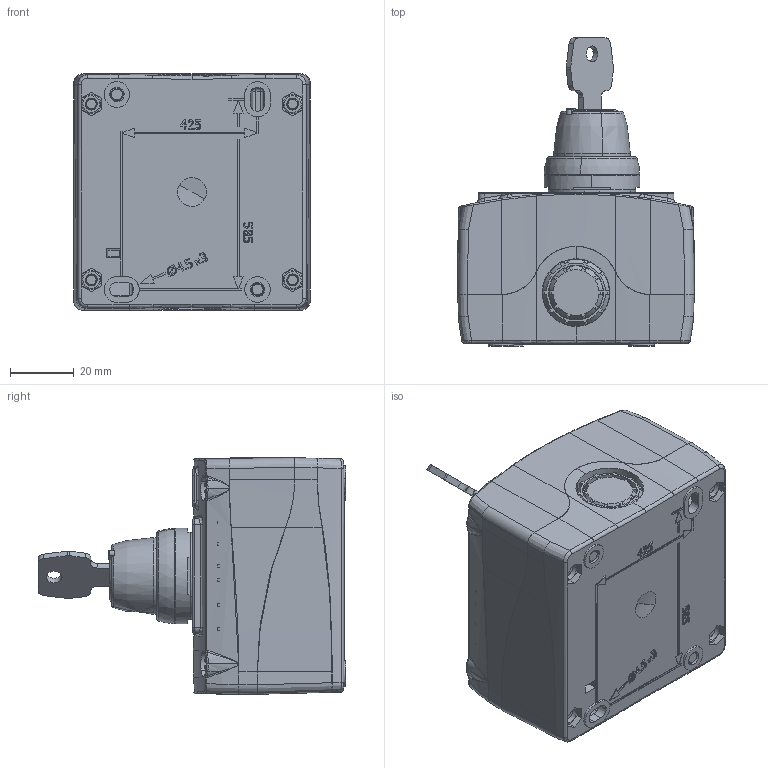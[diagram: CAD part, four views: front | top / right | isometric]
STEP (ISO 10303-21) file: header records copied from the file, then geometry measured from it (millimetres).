
FILE_DESCRIPTION(('CATIA V5 STEP Exchange','CAx-IF Rec.Pracs.--- Model Styling and Organization---1.2---2011-12-15'),'2;1');
FILE_NAME('LBX12610.stp','2014-05-14T10:00:24+00:00',('none'),('none'),'Unofficial Packaging Version','CATIA V5 STEP AP214 Edition 3','none');
FILE_SCHEMA(('AUTOMOTIVE_DESIGN { 1 0 10303 214 3 1 1 1 }'));
Products named in the file (26): LBX12610; LBX0100; 097453000; 032161000; 090728000; 016607000; L21LG00; 074226001; 056017000; 032160000; 034367000; 031100000; 054545000; 055511000; 051905000; 051904000; 039712000; cle; 056021000; 33S10; 090721000; 024024001; 016602000; 097449000; 127013000; 126396000
Assembly tree (35 placements, depth 3):
  LBX12610
    LBX0100
      097453000  x4
      032161000  x4
      090728000
      016607000
    L21LG00
      074226001
      056017000
      032160000
      034367000
      031100000
      054545000
      055511000
      051905000
      051904000
      039712000
      cle
      056021000
    33S10
      090721000
      024024001
      016602000
      097449000  x2
      032161000  x2
      127013000  x2
      126396000
Bounding box: 74 x 96.3 x 74 mm (x, y, z)
Volume: 109651.7 mm3; surface area: 101700.8 mm2
Topology: 33 solids, 33 shells, 6094 faces, 16765 edges, 10770 vertices
Faces by surface type: plane 3601, cylinder 1100, bspline 719, cone 423, torus 163, sphere 66, extrusion 14, revolution 8
Entity records: 210664 total; most frequent: CARTESIAN_POINT 67435, ORIENTED_EDGE 29366, DIRECTION 16552, EDGE_CURVE 14683, VERTEX_POINT 9474, VECTOR 7422, LINE 7408, AXIS2_PLACEMENT_3D 5884
